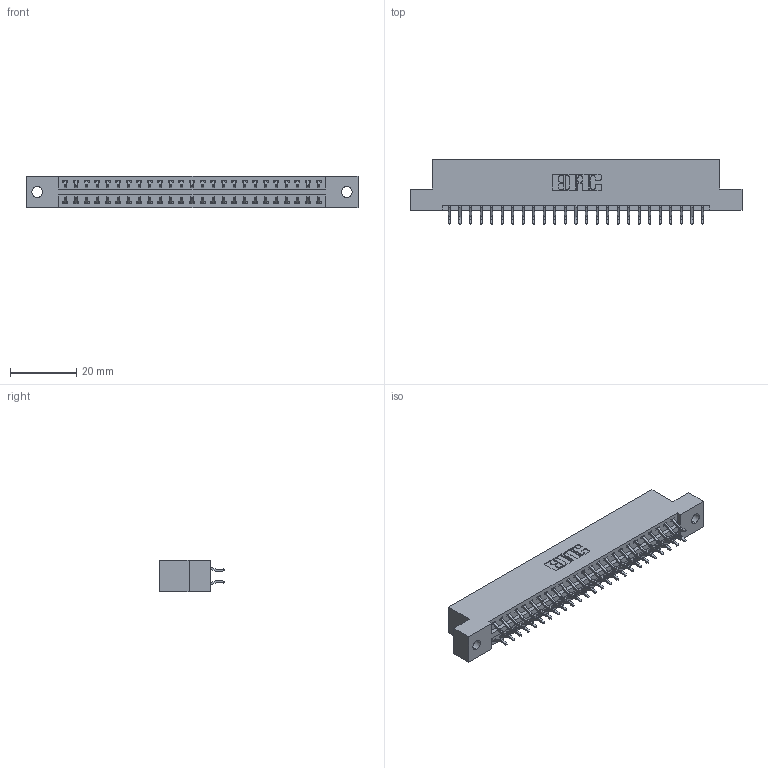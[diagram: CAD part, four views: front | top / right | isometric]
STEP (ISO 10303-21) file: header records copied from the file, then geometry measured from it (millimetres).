
FILE_DESCRIPTION (( 'STEP AP203' ), '1' );
FILE_NAME ('396-050-556-202.STEP', '2019-10-30T13:15:45', ( '' ), ( '' ), 'SwSTEP 2.0', 'SolidWorks 2016', '' );
FILE_SCHEMA (( 'CONFIG_CONTROL_DESIGN' ));
Length unit declared in the file: inch
Products named in the file (3): 346 Part_Flush Mounting Lugs - 0.128 Dia; 345-292-001_556 Tail; 396-050-556-202
Assembly tree (51 placements, depth 2):
  396-050-556-202
    346 Part_Flush Mounting Lugs - 0.128 Dia
    345-292-001_556 Tail  x50
Bounding box: 99.95 x 19.57 x 9.4 mm (x, y, z)
Volume: 9575.6 mm3; surface area: 12579.4 mm2
Topology: 51 solids, 51 shells, 3022 faces, 8979 edges, 5918 vertices
Faces by surface type: plane 2026, cylinder 996
Entity records: 18827 total; most frequent: CARTESIAN_POINT 3140, ORIENTED_EDGE 3062, DIRECTION 2807, EDGE_CURVE 1531, VECTOR 1291, LINE 1291, VERTEX_POINT 1018, AXIS2_PLACEMENT_3D 758
